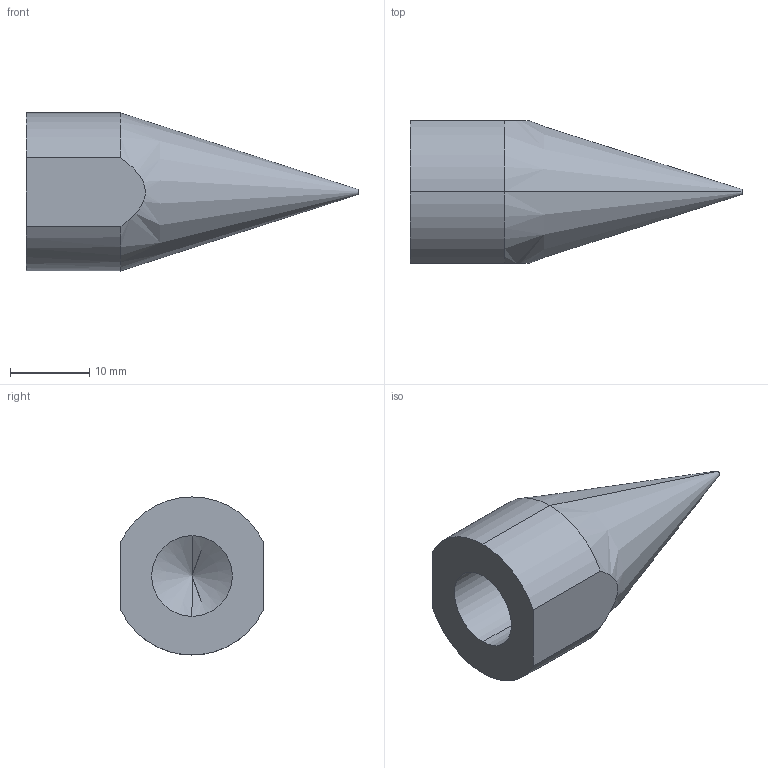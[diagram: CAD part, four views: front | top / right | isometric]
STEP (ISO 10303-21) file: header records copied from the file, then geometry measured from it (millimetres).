
FILE_DESCRIPTION (( 'STEP AP203' ), '1' );
FILE_NAME ('pièce soudure mure.STEP', '2017-02-08T06:49:44', ( '' ), ( '' ), 'SwSTEP 2.0', 'SolidWorks 2015', '' );
FILE_SCHEMA (( 'CONFIG_CONTROL_DESIGN' ));
Length unit declared in the file: millimetre
Products named in the file (1): pièce soudure mure
Bounding box: 42 x 18 x 20 mm (x, y, z)
Volume: 5551.6 mm3; surface area: 2563.4 mm2
Topology: 1 solids, 1 shells, 13 faces, 30 edges, 18 vertices
Faces by surface type: cylinder 5, cone 4, plane 4
Entity records: 482 total; most frequent: CARTESIAN_POINT 110, DIRECTION 67, ORIENTED_EDGE 56, EDGE_CURVE 28, AXIS2_PLACEMENT_3D 27, VERTEX_POINT 18, EDGE_LOOP 14, ADVANCED_FACE 13
